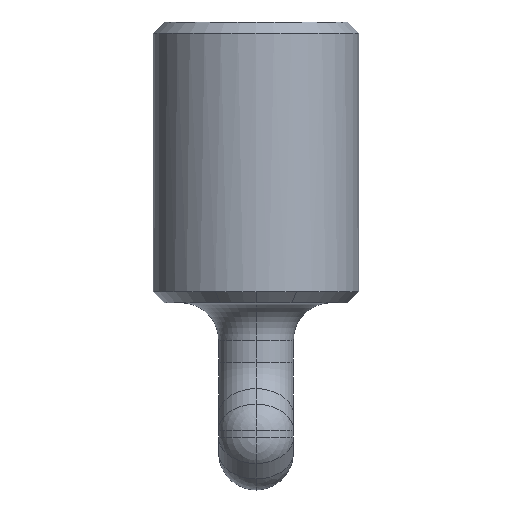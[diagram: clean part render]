
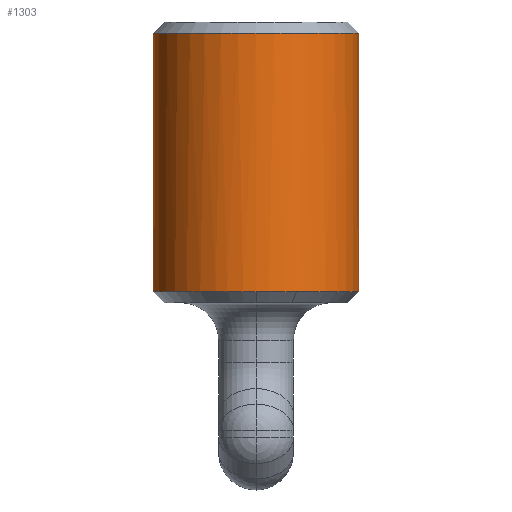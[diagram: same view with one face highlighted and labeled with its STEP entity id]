
A CAD part, front view. The second image highlights one B-rep face of the part: STEP entity #1303.
In plain terms, the highlighted cylindrical face has radius 5.5 mm (diameter 11 mm), a partial arc.
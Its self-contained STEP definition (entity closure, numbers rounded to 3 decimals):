
#7 = FACE_OUTER_BOUND ( 'NONE', #1690, .T. ) ;
#55 = CARTESIAN_POINT ( 'NONE',  ( 1.845, -5.186, -7.4 ) ) ;
#65 = ORIENTED_EDGE ( 'NONE', *, *, #263, .T. ) ;
#75 = CARTESIAN_POINT ( 'NONE',  ( -1.645, -5.248, -7.4 ) ) ;
#86 = ORIENTED_EDGE ( 'NONE', *, *, #151, .T. ) ;
#88 = VERTEX_POINT ( 'NONE', #555 ) ;
#96 = CARTESIAN_POINT ( 'NONE',  ( 0.321, -5.494, -7.402 ) ) ;
#100 = CARTESIAN_POINT ( 'NONE',  ( -2.011, -5.12, -7.4 ) ) ;
#126 = VECTOR ( 'NONE', #2045, 1000. ) ;
#151 = EDGE_CURVE ( 'NONE', #1305, #229, #813, .T. ) ;
#169 = CARTESIAN_POINT ( 'NONE',  ( 1.259, -5.356, -7.401 ) ) ;
#229 = VERTEX_POINT ( 'NONE', #1860 ) ;
#249 = CIRCLE ( 'NONE', #1323, 5.5 ) ;
#250 = B_SPLINE_CURVE_WITH_KNOTS ( 'NONE', 3,
 ( #606, #2056, #100, #617, #810, #1316, #2209, #1139, #257, #75, #787, #1506, #1157, #1327, #1863, #268, #2116, #304, #2094, #1397, #1192, #2241, #2065, #2273, #821, #1909, #1590 ),
 .UNSPECIFIED., .F., .F.,
 ( 4, 2, 1, 1, 1, 1, 1, 2, 2, 2, 2, 2, 1, 1, 2, 2, 4 ),
 ( 0., 0.125, 0.188, 0.219, 0.234, 0.242, 0.246, 0.248, 0.25, 0.375, 0.438, 0.469, 0.484, 0.492, 0.496, 0.5, 1. ),
 .UNSPECIFIED. ) ;
#257 = CARTESIAN_POINT ( 'NONE',  ( -1.65, -5.247, -7.4 ) ) ;
#263 = EDGE_CURVE ( 'NONE', #88, #1753, #1122, .T. ) ;
#268 = CARTESIAN_POINT ( 'NONE',  ( -1.371, -5.327, -7.401 ) ) ;
#273 = AXIS2_PLACEMENT_3D ( 'NONE', #508, #719, #853 ) ;
#304 = CARTESIAN_POINT ( 'NONE',  ( -1.247, -5.357, -7.401 ) ) ;
#342 = CARTESIAN_POINT ( 'NONE',  ( 1.101, -5.389, -7.401 ) ) ;
#355 = CARTESIAN_POINT ( 'NONE',  ( 1.64, -5.25, -7.4 ) ) ;
#380 = CARTESIAN_POINT ( 'NONE',  ( 0.695, -5.457, -7.402 ) ) ;
#428 = EDGE_CURVE ( 'NONE', #229, #2239, #2000, .T. ) ;
#508 = CARTESIAN_POINT ( 'NONE',  ( 0., 0., 7. ) ) ;
#526 = CARTESIAN_POINT ( 'NONE',  ( 1.611, -5.259, -7.4 ) ) ;
#541 = CARTESIAN_POINT ( 'NONE',  ( -5.5, 0., 6.4 ) ) ;
#547 = CARTESIAN_POINT ( 'NONE',  ( 1.628, -5.254, -7.4 ) ) ;
#555 = CARTESIAN_POINT ( 'NONE',  ( 0., -5.5, -7.402 ) ) ;
#583 = CARTESIAN_POINT ( 'NONE',  ( 2.163, -5.057, -7.4 ) ) ;
#606 = CARTESIAN_POINT ( 'NONE',  ( -2.163, -5.057, -7.4 ) ) ;
#617 = CARTESIAN_POINT ( 'NONE',  ( -1.88, -5.169, -7.4 ) ) ;
#635 = CARTESIAN_POINT ( 'NONE',  ( 5.5, 0., 7. ) ) ;
#698 = CARTESIAN_POINT ( 'NONE',  ( 1.059, -5.397, -7.401 ) ) ;
#707 = CARTESIAN_POINT ( 'NONE',  ( 1.593, -5.264, -7.4 ) ) ;
#719 = DIRECTION ( 'NONE',  ( 0., 0., -1. ) ) ;
#765 = CARTESIAN_POINT ( 'NONE',  ( 2.163, -5.057, -7.4 ) ) ;
#787 = CARTESIAN_POINT ( 'NONE',  ( -1.642, -5.249, -7.4 ) ) ;
#810 = CARTESIAN_POINT ( 'NONE',  ( -1.812, -5.194, -7.4 ) ) ;
#813 = LINE ( 'NONE', #1529, #1445 ) ;
#821 = CARTESIAN_POINT ( 'NONE',  ( -0.674, -5.476, -7.402 ) ) ;
#853 = DIRECTION ( 'NONE',  ( -1., 0., 0. ) ) ;
#857 = DIRECTION ( 'NONE',  ( -1., 0., 0. ) ) ;
#861 = CARTESIAN_POINT ( 'NONE',  ( 0.845, -5.435, -7.401 ) ) ;
#881 = ORIENTED_EDGE ( 'NONE', *, *, #883, .T. ) ;
#883 = EDGE_CURVE ( 'NONE', #1753, #2208, #1002, .T. ) ;
#892 = CARTESIAN_POINT ( 'NONE',  ( 0.598, -5.468, -7.402 ) ) ;
#903 = ORIENTED_EDGE ( 'NONE', *, *, #428, .T. ) ;
#982 = CARTESIAN_POINT ( 'NONE',  ( 0., -5.5, -7.402 ) ) ;
#1002 = CIRCLE ( 'NONE', #1893, 5.5 ) ;
#1031 = CARTESIAN_POINT ( 'NONE',  ( -2.163, -5.057, -7.4 ) ) ;
#1050 = CYLINDRICAL_SURFACE ( 'NONE', #273, 5.5 ) ;
#1060 = CARTESIAN_POINT ( 'NONE',  ( 1.64, -5.25, -7.4 ) ) ;
#1082 = CARTESIAN_POINT ( 'NONE',  ( 1.639, -5.25, -7.4 ) ) ;
#1122 = B_SPLINE_CURVE_WITH_KNOTS ( 'NONE', 3,
 ( #982, #1699, #96, #892, #380, #861, #1596, #1605, #698, #1613, #1438, #1230, #342, #169, #2141, #1796, #2287, #707, #526, #547, #1241, #1945, #1082, #355, #1060, #55, #2191, #583 ),
 .UNSPECIFIED., .F., .F.,
 ( 4, 2, 2, 1, 1, 1, 1, 2, 2, 2, 2, 1, 1, 1, 1, 2, 2, 4 ),
 ( 0., 0.25, 0.375, 0.437, 0.469, 0.484, 0.492, 0.496, 0.5, 0.625, 0.687, 0.719, 0.734, 0.742, 0.746, 0.748, 0.75, 1. ),
 .UNSPECIFIED. ) ;
#1139 = CARTESIAN_POINT ( 'NONE',  ( -1.661, -5.243, -7.4 ) ) ;
#1142 = CARTESIAN_POINT ( 'NONE',  ( 0., 0., -7.4 ) ) ;
#1157 = CARTESIAN_POINT ( 'NONE',  ( -1.614, -5.258, -7.4 ) ) ;
#1168 = ORIENTED_EDGE ( 'NONE', *, *, #1474, .F. ) ;
#1192 = CARTESIAN_POINT ( 'NONE',  ( -1.135, -5.382, -7.401 ) ) ;
#1199 = ORIENTED_EDGE ( 'NONE', *, *, #1840, .T. ) ;
#1230 = CARTESIAN_POINT ( 'NONE',  ( 1.099, -5.389, -7.401 ) ) ;
#1241 = CARTESIAN_POINT ( 'NONE',  ( 1.635, -5.251, -7.4 ) ) ;
#1303 = ADVANCED_FACE ( 'NONE', ( #7 ), #1050, .T. ) ;
#1305 = VERTEX_POINT ( 'NONE', #541 ) ;
#1316 = CARTESIAN_POINT ( 'NONE',  ( -1.727, -5.222, -7.4 ) ) ;
#1323 = AXIS2_PLACEMENT_3D ( 'NONE', #2104, #1752, #1557 ) ;
#1327 = CARTESIAN_POINT ( 'NONE',  ( -1.557, -5.276, -7.4 ) ) ;
#1386 = CARTESIAN_POINT ( 'NONE',  ( 0., 0., -7.4 ) ) ;
#1397 = CARTESIAN_POINT ( 'NONE',  ( -1.168, -5.375, -7.401 ) ) ;
#1425 = CARTESIAN_POINT ( 'NONE',  ( 5.5, 0., 6.4 ) ) ;
#1438 = CARTESIAN_POINT ( 'NONE',  ( 1.092, -5.39, -7.401 ) ) ;
#1445 = VECTOR ( 'NONE', #1931, 1000. ) ;
#1474 = EDGE_CURVE ( 'NONE', #1667, #2208, #2225, .T. ) ;
#1506 = CARTESIAN_POINT ( 'NONE',  ( -1.639, -5.25, -7.4 ) ) ;
#1529 = CARTESIAN_POINT ( 'NONE',  ( -5.5, 0., 7. ) ) ;
#1557 = DIRECTION ( 'NONE',  ( 1., 0., 0. ) ) ;
#1581 = ORIENTED_EDGE ( 'NONE', *, *, #1912, .T. ) ;
#1590 = CARTESIAN_POINT ( 'NONE',  ( 0., -5.5, -7.402 ) ) ;
#1596 = CARTESIAN_POINT ( 'NONE',  ( 0.921, -5.423, -7.401 ) ) ;
#1605 = CARTESIAN_POINT ( 'NONE',  ( 1.013, -5.406, -7.401 ) ) ;
#1613 = CARTESIAN_POINT ( 'NONE',  ( 1.082, -5.392, -7.401 ) ) ;
#1667 = VERTEX_POINT ( 'NONE', #1425 ) ;
#1673 = AXIS2_PLACEMENT_3D ( 'NONE', #1142, #1684, #2233 ) ;
#1684 = DIRECTION ( 'NONE',  ( 0., 0., 1. ) ) ;
#1690 = EDGE_LOOP ( 'NONE', ( #1168, #1581, #86, #903, #1199, #65, #881 ) ) ;
#1699 = CARTESIAN_POINT ( 'NONE',  ( 0.152, -5.5, -7.402 ) ) ;
#1751 = DIRECTION ( 'NONE',  ( 0., 0., 1. ) ) ;
#1752 = DIRECTION ( 'NONE',  ( 0., 0., -1. ) ) ;
#1753 = VERTEX_POINT ( 'NONE', #765 ) ;
#1796 = CARTESIAN_POINT ( 'NONE',  ( 1.513, -5.288, -7.401 ) ) ;
#1840 = EDGE_CURVE ( 'NONE', #2239, #88, #250, .T. ) ;
#1860 = CARTESIAN_POINT ( 'NONE',  ( -5.5, 0., -7.4 ) ) ;
#1863 = CARTESIAN_POINT ( 'NONE',  ( -1.424, -5.313, -7.401 ) ) ;
#1893 = AXIS2_PLACEMENT_3D ( 'NONE', #1386, #1751, #857 ) ;
#1909 = CARTESIAN_POINT ( 'NONE',  ( -0.303, -5.5, -7.402 ) ) ;
#1912 = EDGE_CURVE ( 'NONE', #1667, #1305, #249, .T. ) ;
#1915 = CARTESIAN_POINT ( 'NONE',  ( 5.5, 0., -7.4 ) ) ;
#1931 = DIRECTION ( 'NONE',  ( 0., 0., -1. ) ) ;
#1945 = CARTESIAN_POINT ( 'NONE',  ( 1.638, -5.25, -7.4 ) ) ;
#2000 = CIRCLE ( 'NONE', #1673, 5.5 ) ;
#2045 = DIRECTION ( 'NONE',  ( 0., 0., -1. ) ) ;
#2056 = CARTESIAN_POINT ( 'NONE',  ( -2.091, -5.088, -7.4 ) ) ;
#2065 = CARTESIAN_POINT ( 'NONE',  ( -1.111, -5.387, -7.401 ) ) ;
#2094 = CARTESIAN_POINT ( 'NONE',  ( -1.195, -5.369, -7.401 ) ) ;
#2104 = CARTESIAN_POINT ( 'NONE',  ( 0., 0., 6.4 ) ) ;
#2116 = CARTESIAN_POINT ( 'NONE',  ( -1.279, -5.349, -7.401 ) ) ;
#2141 = CARTESIAN_POINT ( 'NONE',  ( 1.38, -5.325, -7.401 ) ) ;
#2191 = CARTESIAN_POINT ( 'NONE',  ( 2.019, -5.119, -7.4 ) ) ;
#2208 = VERTEX_POINT ( 'NONE', #1915 ) ;
#2209 = CARTESIAN_POINT ( 'NONE',  ( -1.683, -5.236, -7.4 ) ) ;
#2225 = LINE ( 'NONE', #635, #126 ) ;
#2233 = DIRECTION ( 'NONE',  ( -1., 0., 0. ) ) ;
#2239 = VERTEX_POINT ( 'NONE', #1031 ) ;
#2241 = CARTESIAN_POINT ( 'NONE',  ( -1.121, -5.385, -7.401 ) ) ;
#2273 = CARTESIAN_POINT ( 'NONE',  ( -1.105, -5.388, -7.401 ) ) ;
#2287 = CARTESIAN_POINT ( 'NONE',  ( 1.55, -5.277, -7.4 ) ) ;
